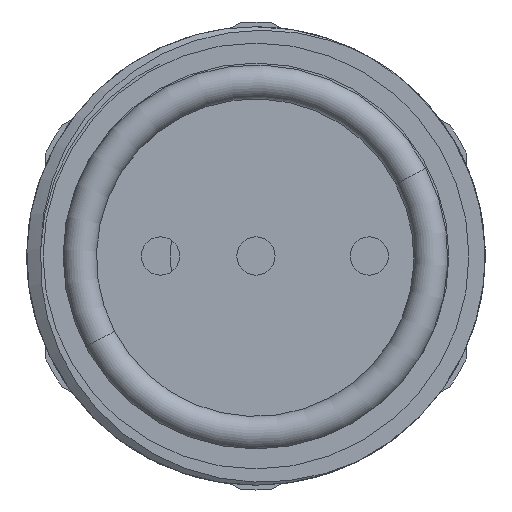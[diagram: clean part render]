
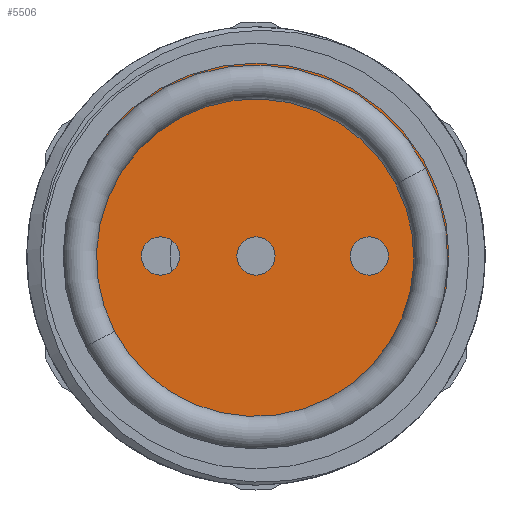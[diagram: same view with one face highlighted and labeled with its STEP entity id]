
A CAD part, front view. The second image highlights one B-rep face of the part: STEP entity #5506.
In plain terms, the highlighted planar face has unit normal (0, -1, 0).
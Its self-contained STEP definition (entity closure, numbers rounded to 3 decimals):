
#35 = DIRECTION ( 'NONE',  ( 0., 0., -1. ) ) ;
#136 = AXIS2_PLACEMENT_3D ( 'NONE', #1212, #5014, #1760 ) ;
#197 = CARTESIAN_POINT ( 'NONE',  ( -5., -6.6, 0. ) ) ;
#251 = EDGE_CURVE ( 'NONE', #258, #4900, #4228, .T. ) ;
#258 = VERTEX_POINT ( 'NONE', #5476 ) ;
#380 = VERTEX_POINT ( 'NONE', #2674 ) ;
#397 = VERTEX_POINT ( 'NONE', #2141 ) ;
#476 = VERTEX_POINT ( 'NONE', #1923 ) ;
#486 = ORIENTED_EDGE ( 'NONE', *, *, #2548, .F. ) ;
#593 = CARTESIAN_POINT ( 'NONE',  ( 0., -6.6, 0. ) ) ;
#612 = CIRCLE ( 'NONE', #3311, 10.1 ) ;
#750 = DIRECTION ( 'NONE',  ( 0., 0., -1. ) ) ;
#815 = EDGE_LOOP ( 'NONE', ( #2676, #4082 ) ) ;
#1194 = CIRCLE ( 'NONE', #136, 1. ) ;
#1212 = CARTESIAN_POINT ( 'NONE',  ( 5.93, -6.6, 0. ) ) ;
#1273 = FACE_BOUND ( 'NONE', #4170, .T. ) ;
#1470 = DIRECTION ( 'NONE',  ( 0., -1., 0. ) ) ;
#1596 = AXIS2_PLACEMENT_3D ( 'NONE', #197, #3995, #750 ) ;
#1719 = AXIS2_PLACEMENT_3D ( 'NONE', #4720, #1470, #5270 ) ;
#1760 = DIRECTION ( 'NONE',  ( 0., 0., -1. ) ) ;
#1864 = DIRECTION ( 'NONE',  ( 0., 0., -1. ) ) ;
#1923 = CARTESIAN_POINT ( 'NONE',  ( 0., -6.6, 10.1 ) ) ;
#1941 = CARTESIAN_POINT ( 'NONE',  ( 0., -6.6, 0. ) ) ;
#2027 = CARTESIAN_POINT ( 'NONE',  ( 0., -6.6, 0. ) ) ;
#2141 = CARTESIAN_POINT ( 'NONE',  ( -5., -6.6, -1. ) ) ;
#2185 = EDGE_LOOP ( 'NONE', ( #3046, #4470 ) ) ;
#2195 = AXIS2_PLACEMENT_3D ( 'NONE', #2027, #4729, #6933 ) ;
#2358 = CARTESIAN_POINT ( 'NONE',  ( 5.93, -6.6, 1. ) ) ;
#2490 = DIRECTION ( 'NONE',  ( 0., 0., -1. ) ) ;
#2548 = EDGE_CURVE ( 'NONE', #2840, #6934, #5983, .T. ) ;
#2576 = AXIS2_PLACEMENT_3D ( 'NONE', #593, #3844, #35 ) ;
#2674 = CARTESIAN_POINT ( 'NONE',  ( 0., -6.6, -10.1 ) ) ;
#2676 = ORIENTED_EDGE ( 'NONE', *, *, #5185, .F. ) ;
#2712 = FACE_BOUND ( 'NONE', #815, .T. ) ;
#2786 = ORIENTED_EDGE ( 'NONE', *, *, #5113, .F. ) ;
#2840 = VERTEX_POINT ( 'NONE', #2358 ) ;
#2950 = DIRECTION ( 'NONE',  ( 0., -1., 0. ) ) ;
#2965 = DIRECTION ( 'NONE',  ( 0., -1., 0. ) ) ;
#3046 = ORIENTED_EDGE ( 'NONE', *, *, #5678, .T. ) ;
#3117 = PLANE ( 'NONE',  #2195 ) ;
#3245 = DIRECTION ( 'NONE',  ( 0., -1., 0. ) ) ;
#3311 = AXIS2_PLACEMENT_3D ( 'NONE', #1941, #5734, #2490 ) ;
#3377 = AXIS2_PLACEMENT_3D ( 'NONE', #6222, #2965, #6782 ) ;
#3572 = CIRCLE ( 'NONE', #1596, 1. ) ;
#3844 = DIRECTION ( 'NONE',  ( 0., -1., 0. ) ) ;
#3995 = DIRECTION ( 'NONE',  ( 0., -1., 0. ) ) ;
#4082 = ORIENTED_EDGE ( 'NONE', *, *, #4322, .F. ) ;
#4170 = EDGE_LOOP ( 'NONE', ( #5900, #6712 ) ) ;
#4228 = CIRCLE ( 'NONE', #2576, 1. ) ;
#4322 = EDGE_CURVE ( 'NONE', #4738, #397, #5203, .T. ) ;
#4365 = AXIS2_PLACEMENT_3D ( 'NONE', #6506, #3245, #7065 ) ;
#4427 = CIRCLE ( 'NONE', #1719, 1. ) ;
#4470 = ORIENTED_EDGE ( 'NONE', *, *, #4846, .T. ) ;
#4537 = CARTESIAN_POINT ( 'NONE',  ( -5., -6.6, 1. ) ) ;
#4720 = CARTESIAN_POINT ( 'NONE',  ( 0., -6.6, 0. ) ) ;
#4729 = DIRECTION ( 'NONE',  ( 0., -1., 0. ) ) ;
#4738 = VERTEX_POINT ( 'NONE', #4537 ) ;
#4846 = EDGE_CURVE ( 'NONE', #476, #380, #612, .T. ) ;
#4900 = VERTEX_POINT ( 'NONE', #5222 ) ;
#4971 = EDGE_CURVE ( 'NONE', #4900, #258, #4427, .T. ) ;
#5014 = DIRECTION ( 'NONE',  ( 0., -1., 0. ) ) ;
#5113 = EDGE_CURVE ( 'NONE', #6934, #2840, #1194, .T. ) ;
#5185 = EDGE_CURVE ( 'NONE', #397, #4738, #3572, .T. ) ;
#5203 = CIRCLE ( 'NONE', #3377, 1. ) ;
#5222 = CARTESIAN_POINT ( 'NONE',  ( 0., -6.6, -1. ) ) ;
#5270 = DIRECTION ( 'NONE',  ( 0., 0., -1. ) ) ;
#5389 = CIRCLE ( 'NONE', #4365, 10.1 ) ;
#5476 = CARTESIAN_POINT ( 'NONE',  ( 0., -6.6, 1. ) ) ;
#5506 = ADVANCED_FACE ( 'NONE', ( #2712, #6908, #1273, #5605 ), #3117, .T. ) ;
#5605 = FACE_OUTER_BOUND ( 'NONE', #2185, .T. ) ;
#5678 = EDGE_CURVE ( 'NONE', #380, #476, #5389, .T. ) ;
#5734 = DIRECTION ( 'NONE',  ( 0., -1., 0. ) ) ;
#5900 = ORIENTED_EDGE ( 'NONE', *, *, #4971, .F. ) ;
#5983 = CIRCLE ( 'NONE', #6722, 1. ) ;
#6100 = EDGE_LOOP ( 'NONE', ( #2786, #486 ) ) ;
#6207 = CARTESIAN_POINT ( 'NONE',  ( 5.93, -6.6, 0. ) ) ;
#6218 = CARTESIAN_POINT ( 'NONE',  ( 5.93, -6.6, -1. ) ) ;
#6222 = CARTESIAN_POINT ( 'NONE',  ( -5., -6.6, 0. ) ) ;
#6506 = CARTESIAN_POINT ( 'NONE',  ( 0., -6.6, 0. ) ) ;
#6712 = ORIENTED_EDGE ( 'NONE', *, *, #251, .F. ) ;
#6722 = AXIS2_PLACEMENT_3D ( 'NONE', #6207, #2950, #1864 ) ;
#6782 = DIRECTION ( 'NONE',  ( 0., 0., -1. ) ) ;
#6908 = FACE_BOUND ( 'NONE', #6100, .T. ) ;
#6933 = DIRECTION ( 'NONE',  ( 0., 0., -1. ) ) ;
#6934 = VERTEX_POINT ( 'NONE', #6218 ) ;
#7065 = DIRECTION ( 'NONE',  ( 0., 0., -1. ) ) ;
